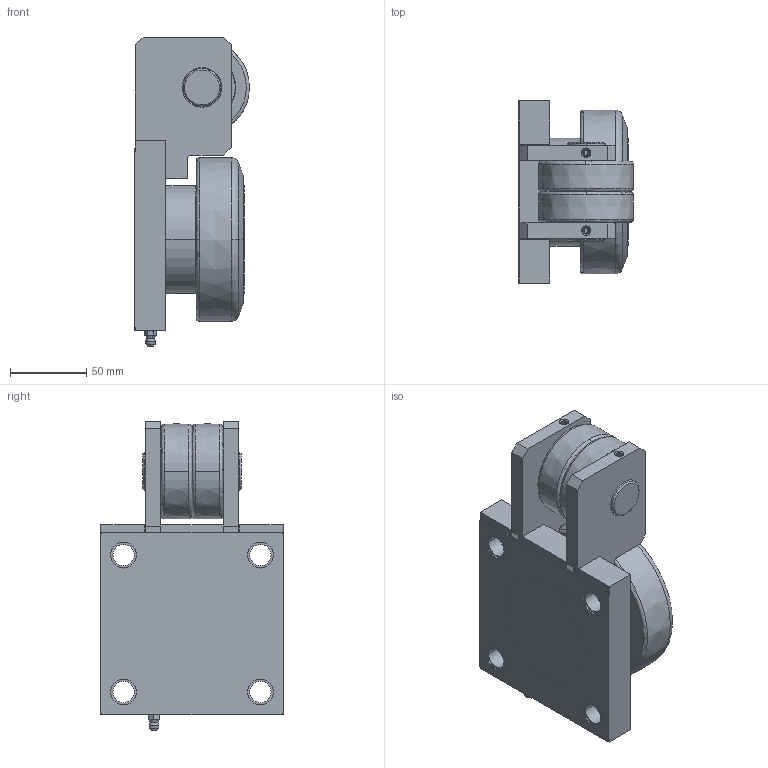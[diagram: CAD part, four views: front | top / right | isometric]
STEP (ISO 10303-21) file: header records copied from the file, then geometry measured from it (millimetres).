
FILE_DESCRIPTION(('STEP AP214'),'1');
FILE_NAME('3_061.stp','2021-05-27T03:01:24',('TraceParts'),('TraceParts S.A.'),'Spatial InterOp 3D',' ',' ');
FILE_SCHEMA(('AUTOMOTIVE_DESIGN { 1 0 10303 214 1 1 1 1 }'));
Length unit declared in the file: millimetre
Products named in the file (1): 3_061
Bounding box: 75.39 x 120 x 203.5 mm (x, y, z)
Volume: 838997.9 mm3; surface area: 123432.4 mm2
Topology: 1 solids, 1 shells, 237 faces, 600 edges, 398 vertices
Faces by surface type: plane 107, cone 52, cylinder 50, torus 20, bspline 6, sphere 2
Entity records: 10742 total; most frequent: CARTESIAN_POINT 2042, DIRECTION 1253, ORIENTED_EDGE 1192, EDGE_CURVE 596, AXIS2_PLACEMENT_3D 482, PRESENTATION_STYLE_ASSIGNMENT 475, COLOUR_RGB 475, VERTEX_POINT 398
